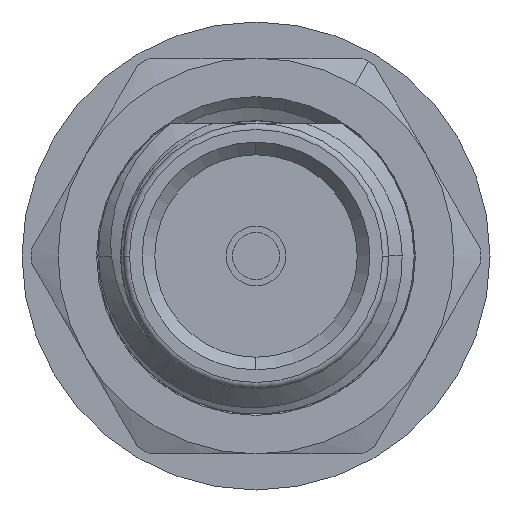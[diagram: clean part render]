
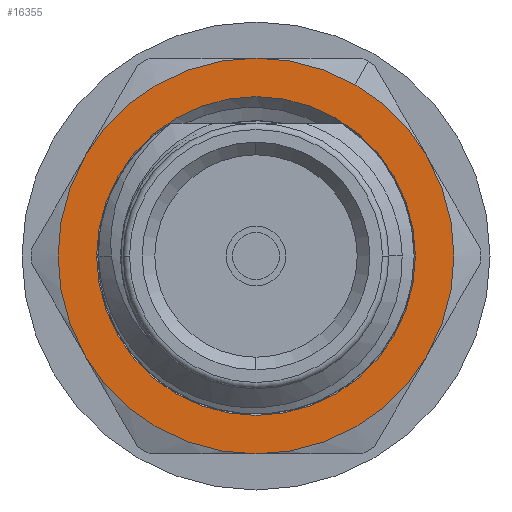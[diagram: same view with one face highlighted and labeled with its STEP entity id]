
A CAD part, left-side view. The second image highlights one B-rep face of the part: STEP entity #16355.
In plain terms, the highlighted planar face has unit normal (-1, 0, 0).
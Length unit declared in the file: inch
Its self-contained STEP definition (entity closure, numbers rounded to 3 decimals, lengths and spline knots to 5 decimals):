
#130 = CARTESIAN_POINT ( 'NONE',  ( 0.20705, -0.13553, -0.07825 ) ) ;
#528 = DIRECTION ( 'NONE',  ( 0., -0.5, 0.866 ) ) ;
#814 = DIRECTION ( 'NONE',  ( -1., 0., 0. ) ) ;
#1076 = DIRECTION ( 'NONE',  ( 1., 0., 0. ) ) ;
#1206 = CARTESIAN_POINT ( 'NONE',  ( 0.20705, 0., 0.1565 ) ) ;
#1303 = AXIS2_PLACEMENT_3D ( 'NONE', #22826, #814, #8902 ) ;
#1511 = ORIENTED_EDGE ( 'NONE', *, *, #23004, .T. ) ;
#1756 = VERTEX_POINT ( 'NONE', #17671 ) ;
#1864 = VERTEX_POINT ( 'NONE', #22297 ) ;
#2561 = VERTEX_POINT ( 'NONE', #13766 ) ;
#2655 = PLANE ( 'NONE',  #8913 ) ;
#2878 = VERTEX_POINT ( 'NONE', #22721 ) ;
#3300 = CIRCLE ( 'NONE', #21933, 0.1565 ) ;
#3378 = AXIS2_PLACEMENT_3D ( 'NONE', #8341, #22807, #528 ) ;
#3471 = AXIS2_PLACEMENT_3D ( 'NONE', #14521, #12510, #15319 ) ;
#4833 = DIRECTION ( 'NONE',  ( 0., -0.5, 0.866 ) ) ;
#4894 = CARTESIAN_POINT ( 'NONE',  ( 0.20705, 0., 0. ) ) ;
#5078 = CARTESIAN_POINT ( 'NONE',  ( 0.20705, 0., 0. ) ) ;
#5565 = AXIS2_PLACEMENT_3D ( 'NONE', #12889, #1076, #9158 ) ;
#5878 = CARTESIAN_POINT ( 'NONE',  ( 0.20705, 0., 0. ) ) ;
#6338 = EDGE_CURVE ( 'NONE', #10654, #9660, #15225, .T. ) ;
#6701 = AXIS2_PLACEMENT_3D ( 'NONE', #20478, #24470, #4833 ) ;
#6766 = EDGE_CURVE ( 'NONE', #10654, #8440, #21971, .T. ) ;
#7145 = FACE_OUTER_BOUND ( 'NONE', #11711, .T. ) ;
#7413 = ORIENTED_EDGE ( 'NONE', *, *, #12673, .T. ) ;
#7488 = ORIENTED_EDGE ( 'NONE', *, *, #19775, .T. ) ;
#7781 = VERTEX_POINT ( 'NONE', #12265 ) ;
#8341 = CARTESIAN_POINT ( 'NONE',  ( 0.20705, 0., 0. ) ) ;
#8440 = VERTEX_POINT ( 'NONE', #9890 ) ;
#8737 = CARTESIAN_POINT ( 'NONE',  ( 0.20705, 0., 0. ) ) ;
#8869 = AXIS2_PLACEMENT_3D ( 'NONE', #5878, #13864, #21919 ) ;
#8902 = DIRECTION ( 'NONE',  ( 0., -0.5, 0.866 ) ) ;
#8913 = AXIS2_PLACEMENT_3D ( 'NONE', #8737, #21206, #17235 ) ;
#9158 = DIRECTION ( 'NONE',  ( 0., -0.5, 0.866 ) ) ;
#9300 = CIRCLE ( 'NONE', #8869, 0.1565 ) ;
#9660 = VERTEX_POINT ( 'NONE', #130 ) ;
#9789 = CIRCLE ( 'NONE', #5565, 0.12602 ) ;
#9890 = CARTESIAN_POINT ( 'NONE',  ( 0.20705, -0.07825, 0.13553 ) ) ;
#10654 = VERTEX_POINT ( 'NONE', #25312 ) ;
#10991 = ORIENTED_EDGE ( 'NONE', *, *, #11155, .T. ) ;
#11155 = EDGE_CURVE ( 'NONE', #7781, #1864, #9300, .T. ) ;
#11581 = EDGE_LOOP ( 'NONE', ( #1511, #7488 ) ) ;
#11711 = EDGE_LOOP ( 'NONE', ( #25030, #15396, #17777, #18514, #10991, #7413, #24869 ) ) ;
#12265 = CARTESIAN_POINT ( 'NONE',  ( 0.20705, 0.13553, -0.07825 ) ) ;
#12510 = DIRECTION ( 'NONE',  ( -1., 0., 0. ) ) ;
#12673 = EDGE_CURVE ( 'NONE', #1864, #9660, #19046, .T. ) ;
#12889 = CARTESIAN_POINT ( 'NONE',  ( 0.20705, 0., 0. ) ) ;
#13130 = DIRECTION ( 'NONE',  ( -1., 0., 0. ) ) ;
#13766 = CARTESIAN_POINT ( 'NONE',  ( 0.20705, -0.06301, 0.10913 ) ) ;
#13864 = DIRECTION ( 'NONE',  ( -1., 0., 0. ) ) ;
#14521 = CARTESIAN_POINT ( 'NONE',  ( 0.20705, 0., 0. ) ) ;
#14625 = DIRECTION ( 'NONE',  ( 0., -0.5, 0.866 ) ) ;
#14915 = DIRECTION ( 'NONE',  ( 0., -0.5, 0.866 ) ) ;
#15225 = CIRCLE ( 'NONE', #6701, 0.1565 ) ;
#15319 = DIRECTION ( 'NONE',  ( 0., -0.5, 0.866 ) ) ;
#15396 = ORIENTED_EDGE ( 'NONE', *, *, #15555, .T. ) ;
#15555 = EDGE_CURVE ( 'NONE', #8440, #18868, #22891, .T. ) ;
#16355 = ADVANCED_FACE ( 'NONE', ( #16970, #7145 ), #2655, .F. ) ;
#16835 = DIRECTION ( 'NONE',  ( 0., -0.5, 0.866 ) ) ;
#16970 = FACE_BOUND ( 'NONE', #11581, .T. ) ;
#17235 = DIRECTION ( 'NONE',  ( 0., -0.5, 0.866 ) ) ;
#17671 = CARTESIAN_POINT ( 'NONE',  ( 0.20705, 0.06301, -0.10913 ) ) ;
#17777 = ORIENTED_EDGE ( 'NONE', *, *, #24986, .T. ) ;
#18202 = EDGE_CURVE ( 'NONE', #2878, #7781, #3300, .T. ) ;
#18514 = ORIENTED_EDGE ( 'NONE', *, *, #18202, .T. ) ;
#18570 = AXIS2_PLACEMENT_3D ( 'NONE', #18710, #24305, #14625 ) ;
#18710 = CARTESIAN_POINT ( 'NONE',  ( 0.20705, 0., 0. ) ) ;
#18868 = VERTEX_POINT ( 'NONE', #1206 ) ;
#19046 = CIRCLE ( 'NONE', #3378, 0.1565 ) ;
#19263 = DIRECTION ( 'NONE',  ( 1., 0., 0. ) ) ;
#19775 = EDGE_CURVE ( 'NONE', #2561, #1756, #9789, .T. ) ;
#20478 = CARTESIAN_POINT ( 'NONE',  ( 0.20705, 0., 0. ) ) ;
#21206 = DIRECTION ( 'NONE',  ( 1., 0., 0. ) ) ;
#21919 = DIRECTION ( 'NONE',  ( 0., -0.5, 0.866 ) ) ;
#21933 = AXIS2_PLACEMENT_3D ( 'NONE', #4894, #13130, #16835 ) ;
#21971 = CIRCLE ( 'NONE', #18570, 0.1565 ) ;
#22297 = CARTESIAN_POINT ( 'NONE',  ( 0.20705, 0., -0.1565 ) ) ;
#22721 = CARTESIAN_POINT ( 'NONE',  ( 0.20705, 0.13553, 0.07825 ) ) ;
#22807 = DIRECTION ( 'NONE',  ( -1., 0., 0. ) ) ;
#22826 = CARTESIAN_POINT ( 'NONE',  ( 0.20705, 0., 0. ) ) ;
#22891 = CIRCLE ( 'NONE', #1303, 0.1565 ) ;
#23004 = EDGE_CURVE ( 'NONE', #1756, #2561, #23808, .T. ) ;
#23808 = CIRCLE ( 'NONE', #24220, 0.12602 ) ;
#24220 = AXIS2_PLACEMENT_3D ( 'NONE', #5078, #19263, #14915 ) ;
#24305 = DIRECTION ( 'NONE',  ( -1., 0., 0. ) ) ;
#24470 = DIRECTION ( 'NONE',  ( 1., 0., 0. ) ) ;
#24869 = ORIENTED_EDGE ( 'NONE', *, *, #6338, .F. ) ;
#24986 = EDGE_CURVE ( 'NONE', #18868, #2878, #25074, .T. ) ;
#25030 = ORIENTED_EDGE ( 'NONE', *, *, #6766, .T. ) ;
#25074 = CIRCLE ( 'NONE', #3471, 0.1565 ) ;
#25312 = CARTESIAN_POINT ( 'NONE',  ( 0.20705, -0.13553, 0.07825 ) ) ;
